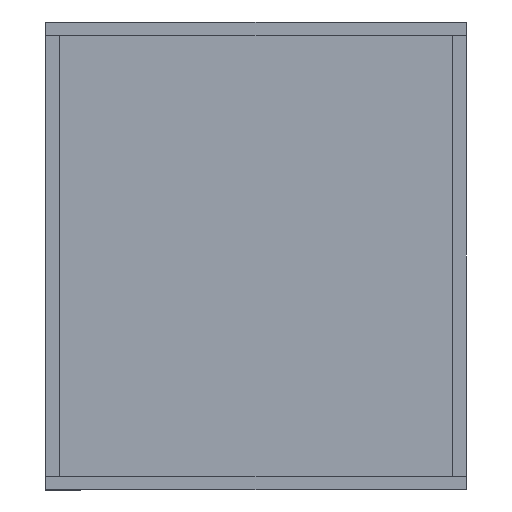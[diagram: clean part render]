
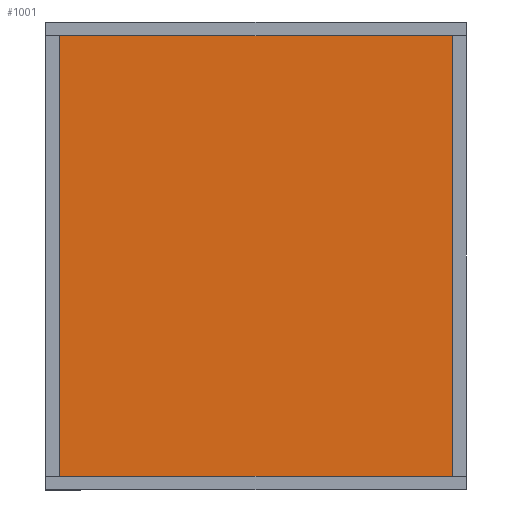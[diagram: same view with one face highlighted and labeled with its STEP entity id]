
A CAD part, front view. The second image highlights one B-rep face of the part: STEP entity #1001.
In plain terms, the highlighted planar face has unit normal (0, -1, 0).
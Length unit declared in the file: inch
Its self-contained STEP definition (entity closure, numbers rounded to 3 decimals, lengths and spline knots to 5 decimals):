
#378=FACE_OUTER_BOUND('',#427,.T.);
#427=EDGE_LOOP('',(#872,#873,#874,#875));
#488=LINE('',#1817,#567);
#489=LINE('',#1819,#568);
#490=LINE('',#1821,#569);
#491=LINE('',#1822,#570);
#567=VECTOR('',#1435,0.3937);
#568=VECTOR('',#1436,0.3937);
#569=VECTOR('',#1437,0.3937);
#570=VECTOR('',#1438,0.3937);
#641=VERTEX_POINT('',#1815);
#642=VERTEX_POINT('',#1816);
#643=VERTEX_POINT('',#1818);
#644=VERTEX_POINT('',#1820);
#722=EDGE_CURVE('',#641,#642,#488,.T.);
#723=EDGE_CURVE('',#642,#643,#489,.T.);
#724=EDGE_CURVE('',#643,#644,#490,.T.);
#725=EDGE_CURVE('',#644,#641,#491,.T.);
#872=ORIENTED_EDGE('',*,*,#722,.T.);
#873=ORIENTED_EDGE('',*,*,#723,.T.);
#874=ORIENTED_EDGE('',*,*,#724,.T.);
#875=ORIENTED_EDGE('',*,*,#725,.T.);
#960=PLANE('',#1182);
#1001=ADVANCED_FACE('',(#378),#960,.T.);
#1182=AXIS2_PLACEMENT_3D('',#1814,#1433,#1434);
#1433=DIRECTION('center_axis',(0.,-1.,0.));
#1434=DIRECTION('ref_axis',(0.,0.,-1.));
#1435=DIRECTION('',(0.,0.,1.));
#1436=DIRECTION('',(-1.,0.,0.));
#1437=DIRECTION('',(0.,0.,-1.));
#1438=DIRECTION('',(1.,0.,0.));
#1814=CARTESIAN_POINT('Origin',(0.,-0.23438,0.));
#1815=CARTESIAN_POINT('',(7.46875,-0.23438,-6.65625));
#1816=CARTESIAN_POINT('',(7.46875,-0.23438,6.65625));
#1817=CARTESIAN_POINT('',(7.46875,-0.23438,6.65625));
#1818=CARTESIAN_POINT('',(-7.46875,-0.23438,6.65625));
#1819=CARTESIAN_POINT('',(-7.46875,-0.23438,6.65625));
#1820=CARTESIAN_POINT('',(-7.46875,-0.23438,-6.65625));
#1821=CARTESIAN_POINT('',(-7.46875,-0.23438,-6.65625));
#1822=CARTESIAN_POINT('',(7.46875,-0.23438,-6.65625));
